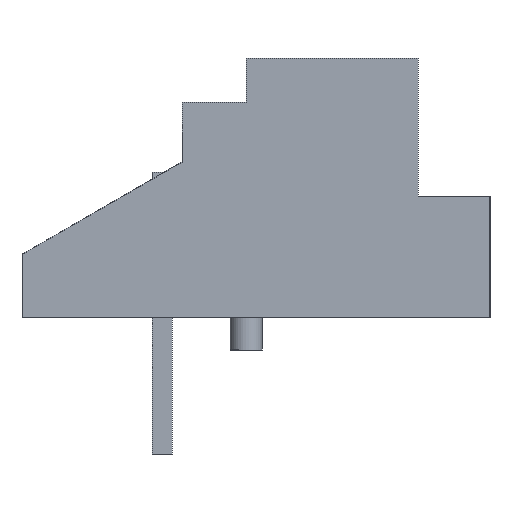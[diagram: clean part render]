
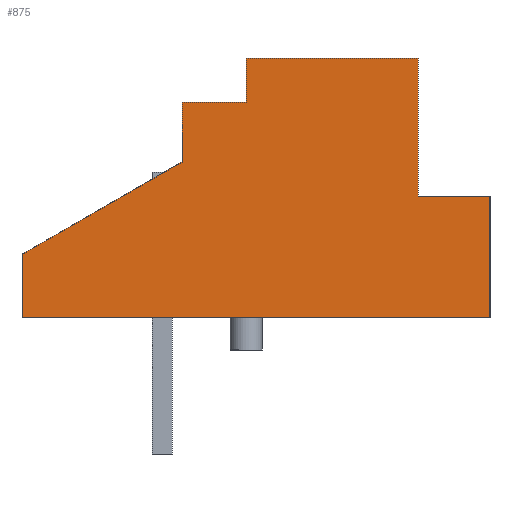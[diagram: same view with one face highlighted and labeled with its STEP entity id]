
A CAD part, left-side view. The second image highlights one B-rep face of the part: STEP entity #875.
In plain terms, the highlighted planar face has unit normal (-1, 0, 0).
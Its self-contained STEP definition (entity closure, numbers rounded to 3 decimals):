
#223 = EDGE_CURVE('',#224,#226,#228,.T.);
#224 = VERTEX_POINT('',#225);
#225 = CARTESIAN_POINT('',(-2.,-0.5,5.4));
#226 = VERTEX_POINT('',#227);
#227 = CARTESIAN_POINT('',(-2.,-0.5,3.9));
#228 = LINE('',#229,#230);
#229 = CARTESIAN_POINT('',(-2.,-0.5,5.4));
#230 = VECTOR('',#231,1.);
#231 = DIRECTION('',(0.,0.,-1.));
#732 = VERTEX_POINT('',#733);
#733 = CARTESIAN_POINT('',(-2.,-8.2,0.));
#739 = EDGE_CURVE('',#740,#732,#742,.T.);
#740 = VERTEX_POINT('',#741);
#741 = CARTESIAN_POINT('',(-2.,3.5,0.));
#742 = LINE('',#743,#744);
#743 = CARTESIAN_POINT('',(-2.,-8.2,0.));
#744 = VECTOR('',#745,1.);
#745 = DIRECTION('',(0.,-1.,0.));
#875 = ADVANCED_FACE('',(#876),#940,.T.);
#876 = FACE_BOUND('',#877,.T.);
#877 = EDGE_LOOP('',(#878,#886,#887,#895,#901,#902,#910,#918,#926,#934)
  );
#878 = ORIENTED_EDGE('',*,*,#879,.T.);
#879 = EDGE_CURVE('',#880,#224,#882,.T.);
#880 = VERTEX_POINT('',#881);
#881 = CARTESIAN_POINT('',(-2.,-2.1,5.4));
#882 = LINE('',#883,#884);
#883 = CARTESIAN_POINT('',(-2.,-2.1,5.4));
#884 = VECTOR('',#885,1.);
#885 = DIRECTION('',(0.,1.,0.));
#886 = ORIENTED_EDGE('',*,*,#223,.T.);
#887 = ORIENTED_EDGE('',*,*,#888,.F.);
#888 = EDGE_CURVE('',#889,#226,#891,.T.);
#889 = VERTEX_POINT('',#890);
#890 = CARTESIAN_POINT('',(-2.,3.5,1.591));
#891 = LINE('',#892,#893);
#892 = CARTESIAN_POINT('',(-2.,3.5,1.591));
#893 = VECTOR('',#894,1.);
#894 = DIRECTION('',(0.,-0.866,0.5));
#895 = ORIENTED_EDGE('',*,*,#896,.T.);
#896 = EDGE_CURVE('',#889,#740,#897,.T.);
#897 = LINE('',#898,#899);
#898 = CARTESIAN_POINT('',(-2.,3.5,3.9));
#899 = VECTOR('',#900,1.);
#900 = DIRECTION('',(0.,0.,-1.));
#901 = ORIENTED_EDGE('',*,*,#739,.T.);
#902 = ORIENTED_EDGE('',*,*,#903,.T.);
#903 = EDGE_CURVE('',#732,#904,#906,.T.);
#904 = VERTEX_POINT('',#905);
#905 = CARTESIAN_POINT('',(-2.,-8.2,3.05));
#906 = LINE('',#907,#908);
#907 = CARTESIAN_POINT('',(-2.,-8.2,0.));
#908 = VECTOR('',#909,1.);
#909 = DIRECTION('',(0.,0.,1.));
#910 = ORIENTED_EDGE('',*,*,#911,.T.);
#911 = EDGE_CURVE('',#904,#912,#914,.T.);
#912 = VERTEX_POINT('',#913);
#913 = CARTESIAN_POINT('',(-2.,-6.4,3.05));
#914 = LINE('',#915,#916);
#915 = CARTESIAN_POINT('',(-2.,-8.2,3.05));
#916 = VECTOR('',#917,1.);
#917 = DIRECTION('',(0.,1.,0.));
#918 = ORIENTED_EDGE('',*,*,#919,.T.);
#919 = EDGE_CURVE('',#912,#920,#922,.T.);
#920 = VERTEX_POINT('',#921);
#921 = CARTESIAN_POINT('',(-2.,-6.4,6.5));
#922 = LINE('',#923,#924);
#923 = CARTESIAN_POINT('',(-2.,-6.4,3.05));
#924 = VECTOR('',#925,1.);
#925 = DIRECTION('',(0.,0.,1.));
#926 = ORIENTED_EDGE('',*,*,#927,.F.);
#927 = EDGE_CURVE('',#928,#920,#930,.T.);
#928 = VERTEX_POINT('',#929);
#929 = CARTESIAN_POINT('',(-2.,-2.1,6.5));
#930 = LINE('',#931,#932);
#931 = CARTESIAN_POINT('',(-2.,-6.4,6.5));
#932 = VECTOR('',#933,1.);
#933 = DIRECTION('',(0.,-1.,0.));
#934 = ORIENTED_EDGE('',*,*,#935,.F.);
#935 = EDGE_CURVE('',#880,#928,#936,.T.);
#936 = LINE('',#937,#938);
#937 = CARTESIAN_POINT('',(-2.,-2.1,5.4));
#938 = VECTOR('',#939,1.);
#939 = DIRECTION('',(0.,0.,1.));
#940 = PLANE('',#941);
#941 = AXIS2_PLACEMENT_3D('',#942,#943,#944);
#942 = CARTESIAN_POINT('',(-2.,-8.2,0.));
#943 = DIRECTION('',(-1.,0.,0.));
#944 = DIRECTION('',(0.,0.,-1.));
